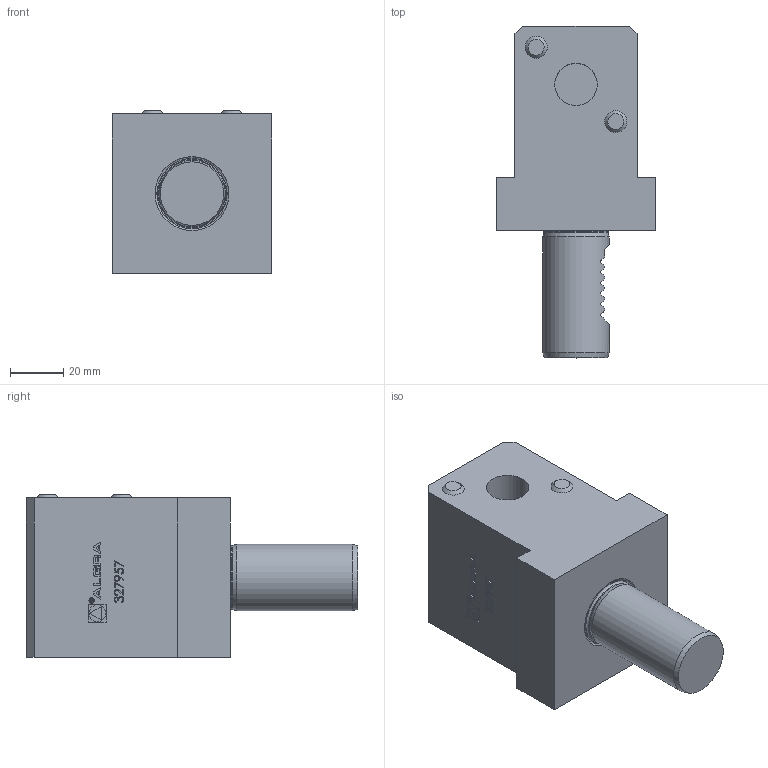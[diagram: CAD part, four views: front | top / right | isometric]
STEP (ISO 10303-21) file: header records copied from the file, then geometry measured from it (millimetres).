
FILE_DESCRIPTION (( 'STEP AP214' ), '1' );
FILE_NAME ('327957.STEP', '2025-07-14T08:14:07', ( '' ), ( '' ), 'SwSTEP 2.0', 'SolidWorks 2023', '' );
FILE_SCHEMA (( 'AUTOMOTIVE_DESIGN' ));
Length unit declared in the file: millimetre
Products named in the file (1): 327957
Bounding box: 60 x 125 x 61.2 mm (x, y, z)
Volume: 241602.9 mm3; surface area: 30365.6 mm2
Topology: 1 solids, 1 shells, 246 faces, 642 edges, 428 vertices
Faces by surface type: plane 162, bspline 42, cylinder 35, torus 3, cone 2, sphere 2
Full cylindrical faces by diameter (mm): 1.7 x1, 2.1 x1, 6.366 x1, 16 x1, 24.1 x1, 25 x1
Entity records: 11767 total; most frequent: CARTESIAN_POINT 4020, ORIENTED_EDGE 1260, DIRECTION 985, EDGE_CURVE 630, VECTOR 441, LINE 441, VERTEX_POINT 427, EDGE_LOOP 287
